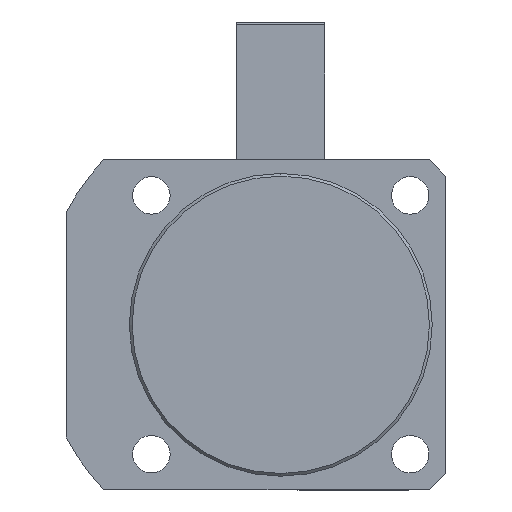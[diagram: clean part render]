
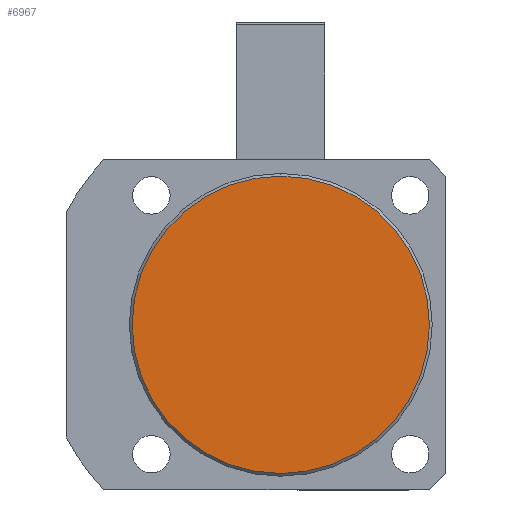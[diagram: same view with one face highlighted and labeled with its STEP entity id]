
A CAD part, front view. The second image highlights one B-rep face of the part: STEP entity #6967.
In plain terms, the highlighted planar face has unit normal (0, -1, 0).
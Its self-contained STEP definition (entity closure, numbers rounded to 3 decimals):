
#545 = FACE_OUTER_BOUND ( 'NONE', #4182, .T. ) ;
#971 = DIRECTION ( 'NONE',  ( 0., -1., 0. ) ) ;
#1002 = AXIS2_PLACEMENT_3D ( 'NONE', #6487, #1530, #7292 ) ;
#1530 = DIRECTION ( 'NONE',  ( 0., 1., 0. ) ) ;
#1678 = PLANE ( 'NONE',  #5239 ) ;
#1710 = CARTESIAN_POINT ( 'NONE',  ( 0., 0., 27. ) ) ;
#1732 = CIRCLE ( 'NONE', #1002, 27. ) ;
#3587 = CIRCLE ( 'NONE', #3807, 27. ) ;
#3807 = AXIS2_PLACEMENT_3D ( 'NONE', #4313, #10042, #5141 ) ;
#4088 = ORIENTED_EDGE ( 'NONE', *, *, #6765, .F. ) ;
#4182 = EDGE_LOOP ( 'NONE', ( #5457, #4088 ) ) ;
#4313 = CARTESIAN_POINT ( 'NONE',  ( 0., 0., 0. ) ) ;
#4396 = EDGE_CURVE ( 'NONE', #7667, #5926, #3587, .T. ) ;
#5141 = DIRECTION ( 'NONE',  ( 0., 0., 1. ) ) ;
#5239 = AXIS2_PLACEMENT_3D ( 'NONE', #5941, #971, #6755 ) ;
#5457 = ORIENTED_EDGE ( 'NONE', *, *, #4396, .F. ) ;
#5926 = VERTEX_POINT ( 'NONE', #10274 ) ;
#5941 = CARTESIAN_POINT ( 'NONE',  ( 22., 0., 0. ) ) ;
#6487 = CARTESIAN_POINT ( 'NONE',  ( 0., 0., 0. ) ) ;
#6755 = DIRECTION ( 'NONE',  ( 0., 0., -1. ) ) ;
#6765 = EDGE_CURVE ( 'NONE', #5926, #7667, #1732, .T. ) ;
#6967 = ADVANCED_FACE ( 'NONE', ( #545 ), #1678, .T. ) ;
#7292 = DIRECTION ( 'NONE',  ( 0., 0., 1. ) ) ;
#7667 = VERTEX_POINT ( 'NONE', #1710 ) ;
#10042 = DIRECTION ( 'NONE',  ( 0., 1., 0. ) ) ;
#10274 = CARTESIAN_POINT ( 'NONE',  ( 0., 0., -27. ) ) ;
